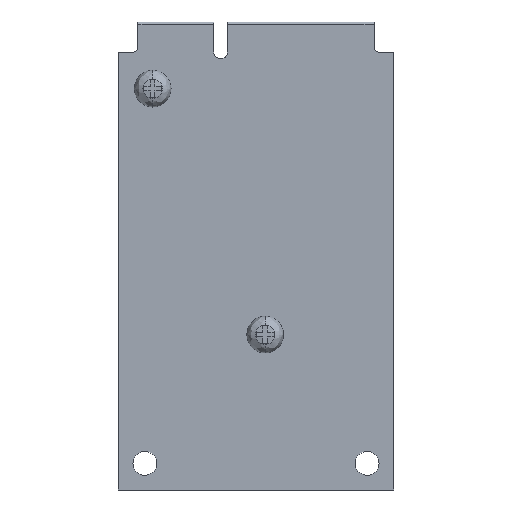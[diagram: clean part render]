
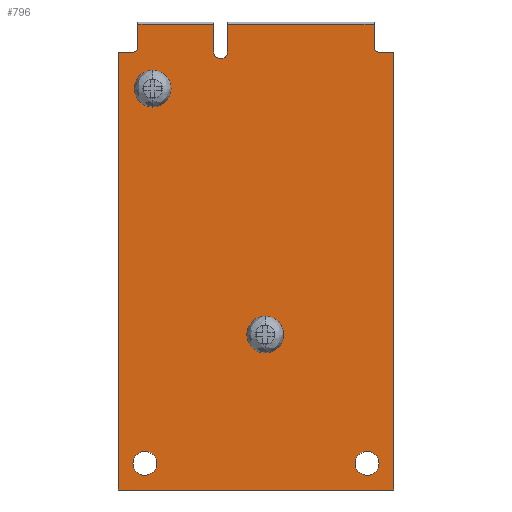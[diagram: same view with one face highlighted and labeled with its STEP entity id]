
A CAD part, front view. The second image highlights one B-rep face of the part: STEP entity #796.
In plain terms, the highlighted planar face has unit normal (0, -1, 0).
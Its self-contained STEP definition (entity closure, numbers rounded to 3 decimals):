
#65=CARTESIAN_POINT('',(-12.1,0.,-48.05));
#66=DIRECTION('',(0.,-1.,0.));
#67=DIRECTION('',(1.,0.,0.));
#68=AXIS2_PLACEMENT_3D('',#65,#66,#67);
#73=CARTESIAN_POINT('',(-12.1,0.,-48.05));
#74=DIRECTION('',(0.,-1.,0.));
#75=DIRECTION('',(-1.,0.,0.));
#76=AXIS2_PLACEMENT_3D('',#73,#74,#75);
#81=CARTESIAN_POINT('',(12.1,0.,-48.05));
#82=DIRECTION('',(0.,-1.,0.));
#83=DIRECTION('',(1.,0.,0.));
#84=AXIS2_PLACEMENT_3D('',#81,#82,#83);
#89=CARTESIAN_POINT('',(12.1,0.,-48.05));
#90=DIRECTION('',(0.,-1.,0.));
#91=DIRECTION('',(-1.,0.,0.));
#92=AXIS2_PLACEMENT_3D('',#89,#90,#91);
#97=DIRECTION('',(-1.,0.,0.));
#98=VECTOR('',#97,15.95);
#99=CARTESIAN_POINT('',(12.85,0.,-0.25));
#100=LINE('',#99,#98);
#104=DIRECTION('',(0.,0.,-1.));
#105=VECTOR('',#104,2.4);
#106=CARTESIAN_POINT('',(12.85,0.,-0.25));
#107=LINE('',#106,#105);
#111=DIRECTION('',(1.,0.,0.));
#112=VECTOR('',#111,1.45);
#113=CARTESIAN_POINT('',(13.55,0.,-3.35));
#114=LINE('',#113,#112);
#118=DIRECTION('',(0.,0.,-1.));
#119=VECTOR('',#118,47.6);
#120=CARTESIAN_POINT('',(15.,0.,-3.35));
#121=LINE('',#120,#119);
#125=DIRECTION('',(-1.,0.,0.));
#126=VECTOR('',#125,30.);
#127=CARTESIAN_POINT('',(15.,0.,-50.95));
#128=LINE('',#127,#126);
#132=DIRECTION('',(0.,0.,1.));
#133=VECTOR('',#132,47.6);
#134=CARTESIAN_POINT('',(-15.,0.,-50.95));
#135=LINE('',#134,#133);
#139=DIRECTION('',(1.,0.,0.));
#140=VECTOR('',#139,1.45);
#141=CARTESIAN_POINT('',(-15.,0.,-3.35));
#142=LINE('',#141,#140);
#146=DIRECTION('',(0.,0.,1.));
#147=VECTOR('',#146,2.4);
#148=CARTESIAN_POINT('',(-12.85,0.,-2.65));
#149=LINE('',#148,#147);
#153=DIRECTION('',(-1.,0.,0.));
#154=VECTOR('',#153,8.25);
#155=CARTESIAN_POINT('',(-4.6,0.,-0.25));
#156=LINE('',#155,#154);
#160=DIRECTION('',(0.,0.,-1.));
#161=VECTOR('',#160,3.);
#162=CARTESIAN_POINT('',(-4.6,0.,-0.25));
#163=LINE('',#162,#161);
#167=CARTESIAN_POINT('',(-3.85,0.,-3.25));
#168=DIRECTION('',(0.,-1.,0.));
#169=DIRECTION('',(-1.,0.,0.));
#170=AXIS2_PLACEMENT_3D('',#167,#168,#169);
#175=DIRECTION('',(0.,0.,1.));
#176=VECTOR('',#175,3.);
#177=CARTESIAN_POINT('',(-3.1,0.,-3.25));
#178=LINE('',#177,#176);
#182=CARTESIAN_POINT('',(-11.25,0.,-7.255));
#183=DIRECTION('',(0.,1.,0.));
#184=DIRECTION('',(1.,0.,0.));
#185=AXIS2_PLACEMENT_3D('',#182,#183,#184);
#190=CARTESIAN_POINT('',(-11.25,0.,-7.255));
#191=DIRECTION('',(0.,1.,0.));
#192=DIRECTION('',(-1.,0.,0.));
#193=AXIS2_PLACEMENT_3D('',#190,#191,#192);
#198=CARTESIAN_POINT('',(1.,0.,-34.035));
#199=DIRECTION('',(0.,1.,0.));
#200=DIRECTION('',(1.,0.,0.));
#201=AXIS2_PLACEMENT_3D('',#198,#199,#200);
#206=CARTESIAN_POINT('',(1.,0.,-34.035));
#207=DIRECTION('',(0.,1.,0.));
#208=DIRECTION('',(-1.,0.,0.));
#209=AXIS2_PLACEMENT_3D('',#206,#207,#208);
#419=CARTESIAN_POINT('',(13.55,0.,-2.65));
#420=DIRECTION('',(0.,1.,0.));
#421=DIRECTION('',(0.,0.,-1.));
#422=AXIS2_PLACEMENT_3D('',#419,#420,#421);
#477=CARTESIAN_POINT('',(-13.55,0.,-2.65));
#478=DIRECTION('',(0.,1.,0.));
#479=DIRECTION('',(1.,0.,0.));
#480=AXIS2_PLACEMENT_3D('',#477,#478,#479);
#633=CARTESIAN_POINT('',(-10.8,0.,-48.05));
#634=CARTESIAN_POINT('',(-13.4,0.,-48.05));
#635=VERTEX_POINT('',#633);
#636=VERTEX_POINT('',#634);
#637=CARTESIAN_POINT('',(13.4,0.,-48.05));
#638=CARTESIAN_POINT('',(10.8,0.,-48.05));
#639=VERTEX_POINT('',#637);
#640=VERTEX_POINT('',#638);
#641=CARTESIAN_POINT('',(-15.,0.,-50.95));
#642=CARTESIAN_POINT('',(-15.,0.,-3.35));
#643=VERTEX_POINT('',#641);
#644=VERTEX_POINT('',#642);
#645=CARTESIAN_POINT('',(-4.6,0.,-3.25));
#646=CARTESIAN_POINT('',(-3.1,0.,-3.25));
#647=VERTEX_POINT('',#645);
#648=VERTEX_POINT('',#646);
#649=CARTESIAN_POINT('',(15.,0.,-3.35));
#650=CARTESIAN_POINT('',(15.,0.,-50.95));
#651=VERTEX_POINT('',#649);
#652=VERTEX_POINT('',#650);
#673=CARTESIAN_POINT('',(13.55,0.,-3.35));
#675=VERTEX_POINT('',#673);
#677=CARTESIAN_POINT('',(12.85,0.,-2.65));
#679=VERTEX_POINT('',#677);
#681=CARTESIAN_POINT('',(-12.85,0.,-2.65));
#683=VERTEX_POINT('',#681);
#685=CARTESIAN_POINT('',(-13.55,0.,-3.35));
#687=VERTEX_POINT('',#685);
#697=CARTESIAN_POINT('',(-3.1,0.,-0.25));
#699=VERTEX_POINT('',#697);
#703=CARTESIAN_POINT('',(12.85,0.,-0.25));
#704=VERTEX_POINT('',#703);
#705=CARTESIAN_POINT('',(-12.85,0.,-0.25));
#707=VERTEX_POINT('',#705);
#711=CARTESIAN_POINT('',(-4.6,0.,-0.25));
#712=VERTEX_POINT('',#711);
#721=CARTESIAN_POINT('',(-10.15,0.,-7.255));
#722=CARTESIAN_POINT('',(-12.35,0.,-7.255));
#723=VERTEX_POINT('',#721);
#724=VERTEX_POINT('',#722);
#725=CARTESIAN_POINT('',(2.1,0.,-34.035));
#726=CARTESIAN_POINT('',(-0.1,0.,-34.035));
#727=VERTEX_POINT('',#725);
#728=VERTEX_POINT('',#726);
#737=CARTESIAN_POINT('',(0.,0.,0.));
#738=DIRECTION('',(0.,1.,0.));
#739=DIRECTION('',(1.,0.,0.));
#740=AXIS2_PLACEMENT_3D('',#737,#738,#739);
#741=PLANE('',#740);
#743=ORIENTED_EDGE('',*,*,#742,.F.);
#745=ORIENTED_EDGE('',*,*,#744,.T.);
#747=ORIENTED_EDGE('',*,*,#746,.F.);
#749=ORIENTED_EDGE('',*,*,#748,.T.);
#751=ORIENTED_EDGE('',*,*,#750,.T.);
#753=ORIENTED_EDGE('',*,*,#752,.T.);
#755=ORIENTED_EDGE('',*,*,#754,.T.);
#757=ORIENTED_EDGE('',*,*,#756,.T.);
#759=ORIENTED_EDGE('',*,*,#758,.F.);
#761=ORIENTED_EDGE('',*,*,#760,.T.);
#763=ORIENTED_EDGE('',*,*,#762,.F.);
#765=ORIENTED_EDGE('',*,*,#764,.T.);
#767=ORIENTED_EDGE('',*,*,#766,.T.);
#769=ORIENTED_EDGE('',*,*,#768,.T.);
#770=EDGE_LOOP('',(#743,#745,#747,#749,#751,#753,#755,#757,#759,#761,#763,#765,
#767,#769));
#771=FACE_OUTER_BOUND('',#770,.F.);
#773=ORIENTED_EDGE('',*,*,#772,.T.);
#775=ORIENTED_EDGE('',*,*,#774,.T.);
#776=EDGE_LOOP('',(#773,#775));
#777=FACE_BOUND('',#776,.F.);
#779=ORIENTED_EDGE('',*,*,#778,.T.);
#781=ORIENTED_EDGE('',*,*,#780,.T.);
#782=EDGE_LOOP('',(#779,#781));
#783=FACE_BOUND('',#782,.F.);
#785=ORIENTED_EDGE('',*,*,#784,.F.);
#787=ORIENTED_EDGE('',*,*,#786,.F.);
#788=EDGE_LOOP('',(#785,#787));
#789=FACE_BOUND('',#788,.F.);
#791=ORIENTED_EDGE('',*,*,#790,.F.);
#793=ORIENTED_EDGE('',*,*,#792,.F.);
#794=EDGE_LOOP('',(#791,#793));
#795=FACE_BOUND('',#794,.F.);
#69=CIRCLE('',#68,1.3);
#77=CIRCLE('',#76,1.3);
#85=CIRCLE('',#84,1.3);
#93=CIRCLE('',#92,1.3);
#171=CIRCLE('',#170,0.75);
#186=CIRCLE('',#185,1.1);
#194=CIRCLE('',#193,1.1);
#202=CIRCLE('',#201,1.1);
#210=CIRCLE('',#209,1.1);
#423=CIRCLE('',#422,0.7);
#481=CIRCLE('',#480,0.7);
#742=EDGE_CURVE('',#704,#699,#100,.T.);
#744=EDGE_CURVE('',#704,#679,#107,.T.);
#746=EDGE_CURVE('',#675,#679,#423,.T.);
#748=EDGE_CURVE('',#675,#651,#114,.T.);
#750=EDGE_CURVE('',#651,#652,#121,.T.);
#752=EDGE_CURVE('',#652,#643,#128,.T.);
#754=EDGE_CURVE('',#643,#644,#135,.T.);
#756=EDGE_CURVE('',#644,#687,#142,.T.);
#758=EDGE_CURVE('',#683,#687,#481,.T.);
#760=EDGE_CURVE('',#683,#707,#149,.T.);
#762=EDGE_CURVE('',#712,#707,#156,.T.);
#764=EDGE_CURVE('',#712,#647,#163,.T.);
#766=EDGE_CURVE('',#647,#648,#171,.T.);
#768=EDGE_CURVE('',#648,#699,#178,.T.);
#772=EDGE_CURVE('',#639,#640,#85,.T.);
#774=EDGE_CURVE('',#640,#639,#93,.T.);
#778=EDGE_CURVE('',#635,#636,#69,.T.);
#780=EDGE_CURVE('',#636,#635,#77,.T.);
#784=EDGE_CURVE('',#723,#724,#186,.T.);
#786=EDGE_CURVE('',#724,#723,#194,.T.);
#790=EDGE_CURVE('',#727,#728,#202,.T.);
#792=EDGE_CURVE('',#728,#727,#210,.T.);
#796=ADVANCED_FACE('',(#771,#777,#783,#789,#795),#741,.F.);
